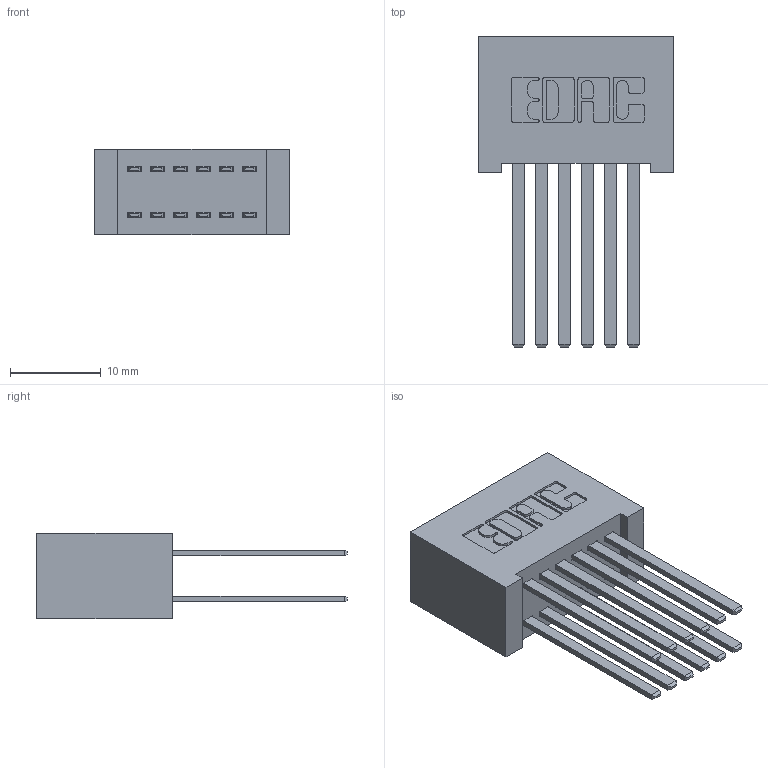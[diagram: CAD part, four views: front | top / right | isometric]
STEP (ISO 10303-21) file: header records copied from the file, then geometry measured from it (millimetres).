
FILE_DESCRIPTION (( 'STEP AP203' ), '1' );
FILE_NAME ('342-012-544-201.STEP', '2019-10-01T15:42:34', ( '' ), ( '' ), 'SwSTEP 2.0', 'SolidWorks 2016', '' );
FILE_SCHEMA (( 'CONFIG_CONTROL_DESIGN' ));
Length unit declared in the file: inch
Products named in the file (3): 342-012-544-201; 342 Part_Lugless; 345-292-001_345-293-144
Assembly tree (13 placements, depth 2):
  342-012-544-201
    342 Part_Lugless
    345-292-001_345-293-144  x12
Bounding box: 21.49 x 34.3 x 9.4 mm (x, y, z)
Volume: 2368.1 mm3; surface area: 3879.6 mm2
Topology: 13 solids, 13 shells, 654 faces, 1919 edges, 1262 vertices
Faces by surface type: plane 446, cylinder 208
Entity records: 7923 total; most frequent: CARTESIAN_POINT 1350, ORIENTED_EDGE 1286, DIRECTION 1207, EDGE_CURVE 643, LINE 527, VECTOR 527, VERTEX_POINT 426, AXIS2_PLACEMENT_3D 340
